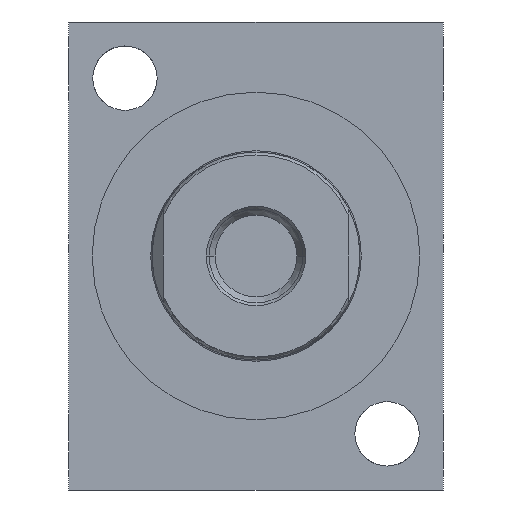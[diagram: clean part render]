
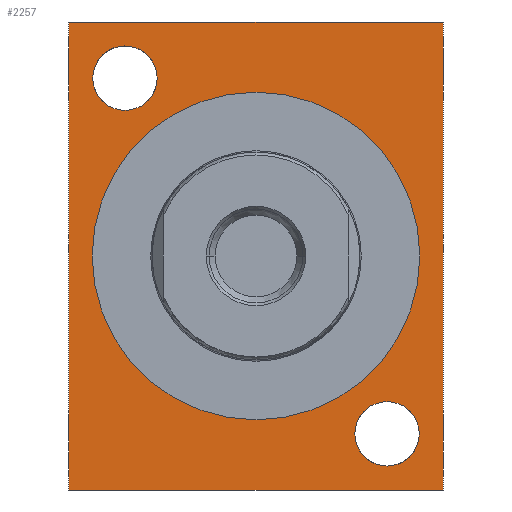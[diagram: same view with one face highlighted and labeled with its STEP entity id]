
A CAD part, left-side view. The second image highlights one B-rep face of the part: STEP entity #2257.
In plain terms, the highlighted planar face has unit normal (-1, 0, 0).
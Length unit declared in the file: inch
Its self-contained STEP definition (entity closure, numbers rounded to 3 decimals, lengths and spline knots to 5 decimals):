
#113=DIRECTION('',(0.,-1.,0.));
#114=VECTOR('',#113,2.);
#115=CARTESIAN_POINT('',(0.,1.,1.25));
#116=LINE('',#115,#114);
#121=DIRECTION('',(0.,0.,-1.));
#122=VECTOR('',#121,2.5);
#123=CARTESIAN_POINT('',(0.,-1.,1.25));
#124=LINE('',#123,#122);
#128=DIRECTION('',(0.,1.,0.));
#129=VECTOR('',#128,2.);
#130=CARTESIAN_POINT('',(0.,-1.,-1.25));
#131=LINE('',#130,#129);
#135=DIRECTION('',(0.,0.,1.));
#136=VECTOR('',#135,2.5);
#137=CARTESIAN_POINT('',(0.,1.,-1.25));
#138=LINE('',#137,#136);
#142=CARTESIAN_POINT('',(0.,0.7,0.95));
#143=DIRECTION('',(1.,0.,0.));
#144=DIRECTION('',(0.,1.,0.));
#145=AXIS2_PLACEMENT_3D('',#142,#143,#144);
#150=CARTESIAN_POINT('',(0.,0.7,0.95));
#151=DIRECTION('',(1.,0.,0.));
#152=DIRECTION('',(0.,-1.,0.));
#153=AXIS2_PLACEMENT_3D('',#150,#151,#152);
#158=CARTESIAN_POINT('',(0.,-0.7,-0.95));
#159=DIRECTION('',(1.,0.,0.));
#160=DIRECTION('',(0.,1.,0.));
#161=AXIS2_PLACEMENT_3D('',#158,#159,#160);
#166=CARTESIAN_POINT('',(0.,-0.7,-0.95));
#167=DIRECTION('',(1.,0.,0.));
#168=DIRECTION('',(0.,-1.,0.));
#169=AXIS2_PLACEMENT_3D('',#166,#167,#168);
#174=CARTESIAN_POINT('',(0.,0.,0.));
#175=DIRECTION('',(-1.,0.,0.));
#176=DIRECTION('',(0.,1.,0.));
#177=AXIS2_PLACEMENT_3D('',#174,#175,#176);
#182=CARTESIAN_POINT('',(0.,0.,0.));
#183=DIRECTION('',(-1.,0.,0.));
#184=DIRECTION('',(0.,-1.,0.));
#185=AXIS2_PLACEMENT_3D('',#182,#183,#184);
#1990=CARTESIAN_POINT('',(0.,1.,1.25));
#1991=CARTESIAN_POINT('',(0.,-1.,1.25));
#1992=VERTEX_POINT('',#1990);
#1993=VERTEX_POINT('',#1991);
#1994=CARTESIAN_POINT('',(0.,-1.,-1.25));
#1995=VERTEX_POINT('',#1994);
#1996=CARTESIAN_POINT('',(0.,1.,-1.25));
#1997=VERTEX_POINT('',#1996);
#2006=CARTESIAN_POINT('',(0.,0.872,0.95));
#2007=CARTESIAN_POINT('',(0.,0.528,0.95));
#2008=VERTEX_POINT('',#2006);
#2009=VERTEX_POINT('',#2007);
#2150=CARTESIAN_POINT('',(0.,-0.528,-0.95));
#2151=CARTESIAN_POINT('',(0.,-0.872,-0.95));
#2152=VERTEX_POINT('',#2150);
#2153=VERTEX_POINT('',#2151);
#2170=CARTESIAN_POINT('',(0.,0.875,0.));
#2171=CARTESIAN_POINT('',(0.,-0.875,0.));
#2172=VERTEX_POINT('',#2170);
#2173=VERTEX_POINT('',#2171);
#2224=CARTESIAN_POINT('',(0.,0.,0.));
#2225=DIRECTION('',(1.,0.,0.));
#2226=DIRECTION('',(0.,0.,-1.));
#2227=AXIS2_PLACEMENT_3D('',#2224,#2225,#2226);
#2228=PLANE('',#2227);
#2230=ORIENTED_EDGE('',*,*,#2229,.T.);
#2232=ORIENTED_EDGE('',*,*,#2231,.T.);
#2234=ORIENTED_EDGE('',*,*,#2233,.T.);
#2236=ORIENTED_EDGE('',*,*,#2235,.T.);
#2237=EDGE_LOOP('',(#2230,#2232,#2234,#2236));
#2238=FACE_OUTER_BOUND('',#2237,.F.);
#2240=ORIENTED_EDGE('',*,*,#2239,.F.);
#2242=ORIENTED_EDGE('',*,*,#2241,.F.);
#2243=EDGE_LOOP('',(#2240,#2242));
#2244=FACE_BOUND('',#2243,.F.);
#2246=ORIENTED_EDGE('',*,*,#2245,.F.);
#2248=ORIENTED_EDGE('',*,*,#2247,.F.);
#2249=EDGE_LOOP('',(#2246,#2248));
#2250=FACE_BOUND('',#2249,.F.);
#2252=ORIENTED_EDGE('',*,*,#2251,.T.);
#2254=ORIENTED_EDGE('',*,*,#2253,.T.);
#2255=EDGE_LOOP('',(#2252,#2254));
#2256=FACE_BOUND('',#2255,.F.);
#2257=ADVANCED_FACE('',(#2238,#2244,#2250,#2256),#2228,.F.);
#146=CIRCLE('',#145,0.172);
#154=CIRCLE('',#153,0.172);
#162=CIRCLE('',#161,0.172);
#170=CIRCLE('',#169,0.172);
#178=CIRCLE('',#177,0.875);
#186=CIRCLE('',#185,0.875);
#2229=EDGE_CURVE('',#1992,#1993,#116,.T.);
#2231=EDGE_CURVE('',#1993,#1995,#124,.T.);
#2233=EDGE_CURVE('',#1995,#1997,#131,.T.);
#2235=EDGE_CURVE('',#1997,#1992,#138,.T.);
#2239=EDGE_CURVE('',#2008,#2009,#146,.T.);
#2241=EDGE_CURVE('',#2009,#2008,#154,.T.);
#2245=EDGE_CURVE('',#2152,#2153,#162,.T.);
#2247=EDGE_CURVE('',#2153,#2152,#170,.T.);
#2251=EDGE_CURVE('',#2172,#2173,#178,.T.);
#2253=EDGE_CURVE('',#2173,#2172,#186,.T.);
